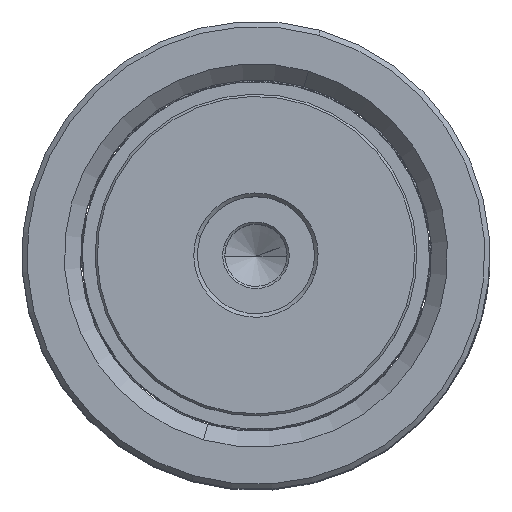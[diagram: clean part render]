
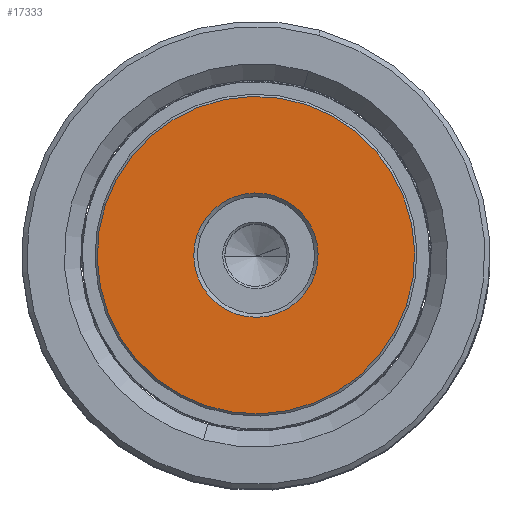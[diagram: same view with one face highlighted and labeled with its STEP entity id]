
A CAD part, top view. The second image highlights one B-rep face of the part: STEP entity #17333.
In plain terms, the highlighted face is planar.
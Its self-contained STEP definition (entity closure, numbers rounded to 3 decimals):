
#633 = DIRECTION ( 'NONE',  ( 1., 0., 0. ) ) ;
#1081 = ORIENTED_EDGE ( 'NONE', *, *, #12973, .T. ) ;
#6719 = CARTESIAN_POINT ( 'NONE',  ( 0., 0., 0. ) ) ;
#8053 = CIRCLE ( 'NONE', #30759, 21.7 ) ;
#9927 = CARTESIAN_POINT ( 'NONE',  ( 0., 0., 0. ) ) ;
#10745 = AXIS2_PLACEMENT_3D ( 'NONE', #23729, #18040, #15341 ) ;
#11165 = AXIS2_PLACEMENT_3D ( 'NONE', #9927, #21665, #633 ) ;
#11455 = CARTESIAN_POINT ( 'NONE',  ( 21.7, 0., 0. ) ) ;
#11688 = DIRECTION ( 'NONE',  ( 0., 0., 1. ) ) ;
#11700 = ORIENTED_EDGE ( 'NONE', *, *, #15967, .T. ) ;
#12383 = AXIS2_PLACEMENT_3D ( 'NONE', #29609, #11688, #35307 ) ;
#12600 = VERTEX_POINT ( 'NONE', #30173 ) ;
#12605 = EDGE_LOOP ( 'NONE', ( #31865, #11700 ) ) ;
#12973 = EDGE_CURVE ( 'NONE', #29769, #17267, #27917, .T. ) ;
#13606 = FACE_OUTER_BOUND ( 'NONE', #12605, .T. ) ;
#14784 = VERTEX_POINT ( 'NONE', #11455 ) ;
#15020 = CIRCLE ( 'NONE', #10745, 8.5 ) ;
#15197 = CARTESIAN_POINT ( 'NONE',  ( -8.5, 0., 0. ) ) ;
#15341 = DIRECTION ( 'NONE',  ( 1., 0., 0. ) ) ;
#15967 = EDGE_CURVE ( 'NONE', #12600, #14784, #20851, .T. ) ;
#16453 = EDGE_LOOP ( 'NONE', ( #1081, #30919 ) ) ;
#16850 = DIRECTION ( 'NONE',  ( 0., 0., -1. ) ) ;
#17267 = VERTEX_POINT ( 'NONE', #23779 ) ;
#17333 = ADVANCED_FACE ( 'NONE', ( #13606, #21408 ), #30209, .F. ) ;
#18040 = DIRECTION ( 'NONE',  ( 0., 0., 1. ) ) ;
#19576 = DIRECTION ( 'NONE',  ( 1., 0., 0. ) ) ;
#20851 = CIRCLE ( 'NONE', #11165, 21.7 ) ;
#21408 = FACE_BOUND ( 'NONE', #16453, .T. ) ;
#21665 = DIRECTION ( 'NONE',  ( 0., 0., -1. ) ) ;
#22419 = EDGE_CURVE ( 'NONE', #17267, #29769, #15020, .T. ) ;
#22853 = EDGE_CURVE ( 'NONE', #14784, #12600, #8053, .T. ) ;
#23729 = CARTESIAN_POINT ( 'NONE',  ( 0., 0., 0. ) ) ;
#23779 = CARTESIAN_POINT ( 'NONE',  ( 8.5, 0., 0. ) ) ;
#24028 = DIRECTION ( 'NONE',  ( 0., 0., 1. ) ) ;
#27917 = CIRCLE ( 'NONE', #12383, 8.5 ) ;
#29609 = CARTESIAN_POINT ( 'NONE',  ( 0., 0., 0. ) ) ;
#29769 = VERTEX_POINT ( 'NONE', #15197 ) ;
#30173 = CARTESIAN_POINT ( 'NONE',  ( -21.7, 0., 0. ) ) ;
#30209 = PLANE ( 'NONE',  #32202 ) ;
#30759 = AXIS2_PLACEMENT_3D ( 'NONE', #34282, #16850, #19576 ) ;
#30919 = ORIENTED_EDGE ( 'NONE', *, *, #22419, .T. ) ;
#31865 = ORIENTED_EDGE ( 'NONE', *, *, #22853, .T. ) ;
#32202 = AXIS2_PLACEMENT_3D ( 'NONE', #6719, #24028, #35899 ) ;
#34282 = CARTESIAN_POINT ( 'NONE',  ( 0., 0., 0. ) ) ;
#35307 = DIRECTION ( 'NONE',  ( 1., 0., 0. ) ) ;
#35899 = DIRECTION ( 'NONE',  ( 1., 0., 0. ) ) ;
